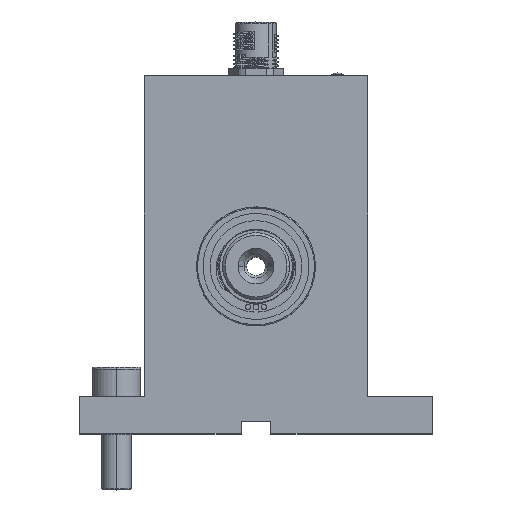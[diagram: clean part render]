
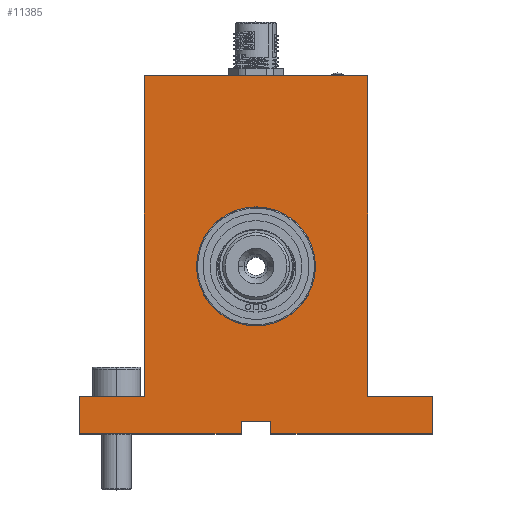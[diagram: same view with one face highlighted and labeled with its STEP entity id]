
A CAD part, top view. The second image highlights one B-rep face of the part: STEP entity #11385.
In plain terms, the highlighted planar face has unit normal (0, 0, 1).
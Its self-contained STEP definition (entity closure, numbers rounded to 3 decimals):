
#81 = CARTESIAN_POINT ( 'NONE',  ( -30., 96.3, 80. ) ) ;
#169 = ORIENTED_EDGE ( 'NONE', *, *, #8103, .T. ) ;
#378 = EDGE_LOOP ( 'NONE', ( #5926, #7056, #25791, #20781, #23273, #3999, #18526, #4113, #169, #25321, #990, #12027 ) ) ;
#583 = VECTOR ( 'NONE', #24929, 1000. ) ;
#757 = CARTESIAN_POINT ( 'NONE',  ( 47.5, 0., 80. ) ) ;
#884 = EDGE_CURVE ( 'NONE', #8839, #1766, #19189, .T. ) ;
#990 = ORIENTED_EDGE ( 'NONE', *, *, #884, .T. ) ;
#1244 = ORIENTED_EDGE ( 'NONE', *, *, #11469, .T. ) ;
#1671 = LINE ( 'NONE', #10409, #15666 ) ;
#1766 = VERTEX_POINT ( 'NONE', #18175 ) ;
#2467 = CARTESIAN_POINT ( 'NONE',  ( -4., 3.3, 80. ) ) ;
#3168 = EDGE_CURVE ( 'NONE', #5362, #8839, #24555, .T. ) ;
#3676 = CARTESIAN_POINT ( 'NONE',  ( 0., 45., 80. ) ) ;
#3977 = CARTESIAN_POINT ( 'NONE',  ( 4., 0., 80. ) ) ;
#3999 = ORIENTED_EDGE ( 'NONE', *, *, #4281, .T. ) ;
#4113 = ORIENTED_EDGE ( 'NONE', *, *, #11734, .T. ) ;
#4281 = EDGE_CURVE ( 'NONE', #28026, #27006, #5564, .T. ) ;
#4592 = VECTOR ( 'NONE', #9483, 1000. ) ;
#4918 = CARTESIAN_POINT ( 'NONE',  ( 30., 96.3, 80. ) ) ;
#4941 = CARTESIAN_POINT ( 'NONE',  ( -30., 10., 80. ) ) ;
#4967 = CARTESIAN_POINT ( 'NONE',  ( 30., 96.3, 80. ) ) ;
#5122 = DIRECTION ( 'NONE',  ( 0., 0., 1. ) ) ;
#5362 = VERTEX_POINT ( 'NONE', #4918 ) ;
#5564 = LINE ( 'NONE', #14306, #5571 ) ;
#5571 = VECTOR ( 'NONE', #23028, 1000. ) ;
#5835 = DIRECTION ( 'NONE',  ( 0., 1., 0. ) ) ;
#5837 = VECTOR ( 'NONE', #8263, 1000. ) ;
#5926 = ORIENTED_EDGE ( 'NONE', *, *, #27074, .T. ) ;
#6189 = VECTOR ( 'NONE', #25083, 1000. ) ;
#7056 = ORIENTED_EDGE ( 'NONE', *, *, #10669, .T. ) ;
#7272 = FACE_OUTER_BOUND ( 'NONE', #378, .T. ) ;
#7486 = LINE ( 'NONE', #16235, #583 ) ;
#7515 = LINE ( 'NONE', #16267, #13014 ) ;
#7521 = CIRCLE ( 'NONE', #23518, 16. ) ;
#7641 = LINE ( 'NONE', #16388, #6189 ) ;
#7875 = EDGE_CURVE ( 'NONE', #24775, #17458, #8514, .T. ) ;
#8103 = EDGE_CURVE ( 'NONE', #11634, #5362, #7641, .T. ) ;
#8263 = DIRECTION ( 'NONE',  ( 0., -1., 0. ) ) ;
#8315 = DIRECTION ( 'NONE',  ( 0., -1., 0. ) ) ;
#8514 = LINE ( 'NONE', #17259, #9151 ) ;
#8839 = VERTEX_POINT ( 'NONE', #81 ) ;
#8947 = EDGE_CURVE ( 'NONE', #1766, #14473, #24527, .T. ) ;
#9151 = VECTOR ( 'NONE', #25958, 1000. ) ;
#9483 = DIRECTION ( 'NONE',  ( 0., 1., 0. ) ) ;
#9818 = CIRCLE ( 'NONE', #13474, 16. ) ;
#9884 = LINE ( 'NONE', #18602, #18902 ) ;
#10409 = CARTESIAN_POINT ( 'NONE',  ( 4., 3.3, 80. ) ) ;
#10669 = EDGE_CURVE ( 'NONE', #12491, #24775, #7486, .T. ) ;
#10711 = EDGE_LOOP ( 'NONE', ( #26678, #1244 ) ) ;
#10988 = VECTOR ( 'NONE', #8315, 1000. ) ;
#11124 = CARTESIAN_POINT ( 'NONE',  ( 47.5, 10., 80. ) ) ;
#11385 = ADVANCED_FACE ( 'NONE', ( #26853, #7272 ), #16024, .T. ) ;
#11469 = EDGE_CURVE ( 'NONE', #15969, #27356, #9818, .T. ) ;
#11634 = VERTEX_POINT ( 'NONE', #24406 ) ;
#11734 = EDGE_CURVE ( 'NONE', #15086, #11634, #7515, .T. ) ;
#11808 = VECTOR ( 'NONE', #13676, 1000. ) ;
#12027 = ORIENTED_EDGE ( 'NONE', *, *, #8947, .T. ) ;
#12407 = DIRECTION ( 'NONE',  ( 0., 0., -1. ) ) ;
#12409 = CARTESIAN_POINT ( 'NONE',  ( 47.5, 0., 80. ) ) ;
#12491 = VERTEX_POINT ( 'NONE', #24716 ) ;
#13014 = VECTOR ( 'NONE', #24963, 1000. ) ;
#13474 = AXIS2_PLACEMENT_3D ( 'NONE', #3676, #12407, #21140 ) ;
#13676 = DIRECTION ( 'NONE',  ( -1., 0., 0. ) ) ;
#13700 = DIRECTION ( 'NONE',  ( -1., 0., 0. ) ) ;
#13861 = DIRECTION ( 'NONE',  ( 1., 0., 0. ) ) ;
#14045 = CARTESIAN_POINT ( 'NONE',  ( -47.5, 10., 80. ) ) ;
#14306 = CARTESIAN_POINT ( 'NONE',  ( 4., 0., 80. ) ) ;
#14473 = VERTEX_POINT ( 'NONE', #14045 ) ;
#14919 = EDGE_CURVE ( 'NONE', #27356, #15969, #7521, .T. ) ;
#15086 = VERTEX_POINT ( 'NONE', #11124 ) ;
#15647 = VERTEX_POINT ( 'NONE', #24971 ) ;
#15666 = VECTOR ( 'NONE', #19135, 1000. ) ;
#15969 = VERTEX_POINT ( 'NONE', #24522 ) ;
#16024 = PLANE ( 'NONE',  #16226 ) ;
#16226 = AXIS2_PLACEMENT_3D ( 'NONE', #24718, #5122, #13861 ) ;
#16235 = CARTESIAN_POINT ( 'NONE',  ( -47.5, 0., 80. ) ) ;
#16267 = CARTESIAN_POINT ( 'NONE',  ( 47.5, 10., 80. ) ) ;
#16388 = CARTESIAN_POINT ( 'NONE',  ( 30., 10., 80. ) ) ;
#16395 = EDGE_CURVE ( 'NONE', #27006, #15086, #20358, .T. ) ;
#16729 = CARTESIAN_POINT ( 'NONE',  ( 0., 45., 80. ) ) ;
#17259 = CARTESIAN_POINT ( 'NONE',  ( -4., 0., 80. ) ) ;
#17458 = VERTEX_POINT ( 'NONE', #2467 ) ;
#18175 = CARTESIAN_POINT ( 'NONE',  ( -30., 10., 80. ) ) ;
#18526 = ORIENTED_EDGE ( 'NONE', *, *, #16395, .T. ) ;
#18602 = CARTESIAN_POINT ( 'NONE',  ( -4., 3.3, 80. ) ) ;
#18902 = VECTOR ( 'NONE', #27295, 1000. ) ;
#19135 = DIRECTION ( 'NONE',  ( 0., -1., 0. ) ) ;
#19136 = LINE ( 'NONE', #27808, #5837 ) ;
#19189 = LINE ( 'NONE', #27863, #10988 ) ;
#20358 = LINE ( 'NONE', #757, #4592 ) ;
#20610 = EDGE_CURVE ( 'NONE', #17458, #15647, #9884, .T. ) ;
#20781 = ORIENTED_EDGE ( 'NONE', *, *, #20610, .T. ) ;
#21140 = DIRECTION ( 'NONE',  ( 0., 1., 0. ) ) ;
#22112 = EDGE_CURVE ( 'NONE', #15647, #28026, #1671, .T. ) ;
#22828 = VECTOR ( 'NONE', #13700, 1000. ) ;
#23028 = DIRECTION ( 'NONE',  ( 1., 0., 0. ) ) ;
#23273 = ORIENTED_EDGE ( 'NONE', *, *, #22112, .T. ) ;
#23518 = AXIS2_PLACEMENT_3D ( 'NONE', #16729, #25429, #5835 ) ;
#23609 = CARTESIAN_POINT ( 'NONE',  ( -4., 0., 80. ) ) ;
#24406 = CARTESIAN_POINT ( 'NONE',  ( 30., 10., 80. ) ) ;
#24522 = CARTESIAN_POINT ( 'NONE',  ( 0., 29., 80. ) ) ;
#24527 = LINE ( 'NONE', #4941, #11808 ) ;
#24555 = LINE ( 'NONE', #4967, #22828 ) ;
#24716 = CARTESIAN_POINT ( 'NONE',  ( -47.5, 0., 80. ) ) ;
#24718 = CARTESIAN_POINT ( 'NONE',  ( 0., 0., 80. ) ) ;
#24775 = VERTEX_POINT ( 'NONE', #23609 ) ;
#24929 = DIRECTION ( 'NONE',  ( 1., 0., 0. ) ) ;
#24963 = DIRECTION ( 'NONE',  ( -1., 0., 0. ) ) ;
#24971 = CARTESIAN_POINT ( 'NONE',  ( 4., 3.3, 80. ) ) ;
#25083 = DIRECTION ( 'NONE',  ( 0., 1., 0. ) ) ;
#25321 = ORIENTED_EDGE ( 'NONE', *, *, #3168, .T. ) ;
#25429 = DIRECTION ( 'NONE',  ( 0., 0., -1. ) ) ;
#25791 = ORIENTED_EDGE ( 'NONE', *, *, #7875, .T. ) ;
#25958 = DIRECTION ( 'NONE',  ( 0., 1., 0. ) ) ;
#26678 = ORIENTED_EDGE ( 'NONE', *, *, #14919, .T. ) ;
#26853 = FACE_BOUND ( 'NONE', #10711, .T. ) ;
#27006 = VERTEX_POINT ( 'NONE', #12409 ) ;
#27074 = EDGE_CURVE ( 'NONE', #14473, #12491, #19136, .T. ) ;
#27295 = DIRECTION ( 'NONE',  ( 1., 0., 0. ) ) ;
#27356 = VERTEX_POINT ( 'NONE', #27882 ) ;
#27808 = CARTESIAN_POINT ( 'NONE',  ( -47.5, 10., 80. ) ) ;
#27863 = CARTESIAN_POINT ( 'NONE',  ( -30., 96.3, 80. ) ) ;
#27882 = CARTESIAN_POINT ( 'NONE',  ( 0., 61., 80. ) ) ;
#28026 = VERTEX_POINT ( 'NONE', #3977 ) ;
